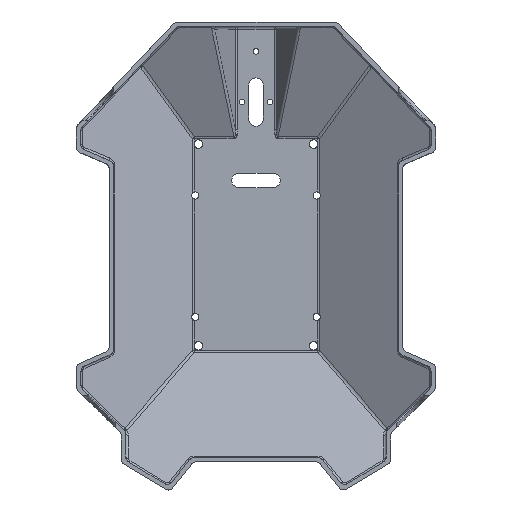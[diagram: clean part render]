
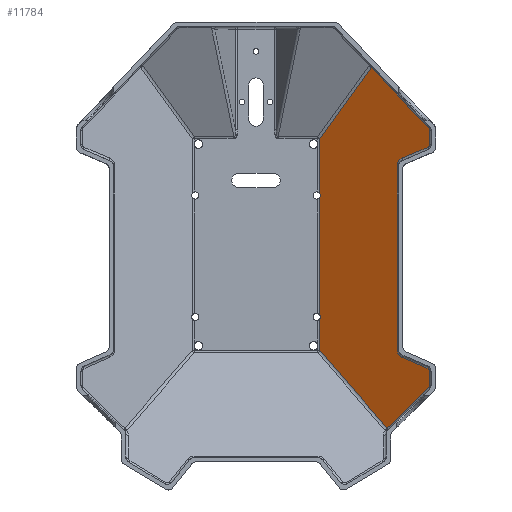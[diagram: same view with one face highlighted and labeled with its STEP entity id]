
A CAD part, front view. The second image highlights one B-rep face of the part: STEP entity #11784.
In plain terms, the highlighted planar face has unit normal (-0.537, -0.844, 0).
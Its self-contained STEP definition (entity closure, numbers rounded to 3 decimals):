
#161=ELLIPSE('',#12493,1.482,1.25);
#164=ELLIPSE('',#12504,1.482,1.25);
#167=ELLIPSE('',#12512,3.556,3.);
#168=ELLIPSE('',#12513,1.185,1.);
#169=ELLIPSE('',#12514,1.185,1.);
#170=ELLIPSE('',#12515,3.556,3.);
#171=ELLIPSE('',#12516,3.556,3.);
#172=ELLIPSE('',#12517,1.185,1.);
#173=ELLIPSE('',#12518,1.185,1.);
#1047=FACE_OUTER_BOUND('',#1728,.T.);
#1728=EDGE_LOOP('',(#7912,#7913,#7914,#7915,#7916,#7917,#7918,#7919,#7920,
#7921,#7922,#7923,#7924,#7925,#7926,#7927,#7928,#7929,#7930,#7931,#7932));
#2497=LINE('',#17317,#3693);
#2498=LINE('',#17319,#3694);
#2499=LINE('',#17321,#3695);
#2500=LINE('',#17325,#3696);
#2501=LINE('',#17329,#3697);
#2502=LINE('',#17333,#3698);
#2503=LINE('',#17337,#3699);
#2504=LINE('',#17341,#3700);
#2505=LINE('',#17345,#3701);
#2506=LINE('',#17349,#3702);
#2507=LINE('',#17351,#3703);
#2508=LINE('',#17352,#3704);
#3693=VECTOR('',#13739,10.);
#3694=VECTOR('',#13740,10.);
#3695=VECTOR('',#13741,10.);
#3696=VECTOR('',#13744,10.);
#3697=VECTOR('',#13747,10.);
#3698=VECTOR('',#13750,10.);
#3699=VECTOR('',#13753,10.);
#3700=VECTOR('',#13756,10.);
#3701=VECTOR('',#13759,10.);
#3702=VECTOR('',#13762,10.);
#3703=VECTOR('',#13763,10.);
#3704=VECTOR('',#13764,10.);
#4890=VERTEX_POINT('',#17170);
#4891=VERTEX_POINT('',#17179);
#4906=VERTEX_POINT('',#17253);
#4907=VERTEX_POINT('',#17262);
#4917=VERTEX_POINT('',#17318);
#4918=VERTEX_POINT('',#17320);
#4919=VERTEX_POINT('',#17322);
#4920=VERTEX_POINT('',#17324);
#4921=VERTEX_POINT('',#17326);
#4922=VERTEX_POINT('',#17328);
#4923=VERTEX_POINT('',#17330);
#4924=VERTEX_POINT('',#17332);
#4925=VERTEX_POINT('',#17334);
#4926=VERTEX_POINT('',#17336);
#4927=VERTEX_POINT('',#17338);
#4928=VERTEX_POINT('',#17340);
#4929=VERTEX_POINT('',#17342);
#4930=VERTEX_POINT('',#17344);
#4931=VERTEX_POINT('',#17346);
#4932=VERTEX_POINT('',#17348);
#4933=VERTEX_POINT('',#17350);
#6045=EDGE_CURVE('',#4891,#4890,#161,.T.);
#6063=EDGE_CURVE('',#4907,#4906,#164,.T.);
#6075=EDGE_CURVE('',#4907,#4890,#2497,.T.);
#6076=EDGE_CURVE('',#4917,#4906,#2498,.T.);
#6077=EDGE_CURVE('',#4918,#4917,#2499,.T.);
#6078=EDGE_CURVE('',#4919,#4918,#167,.T.);
#6079=EDGE_CURVE('',#4920,#4919,#2500,.T.);
#6080=EDGE_CURVE('',#4921,#4920,#168,.T.);
#6081=EDGE_CURVE('',#4922,#4921,#2501,.T.);
#6082=EDGE_CURVE('',#4923,#4922,#169,.T.);
#6083=EDGE_CURVE('',#4924,#4923,#2502,.T.);
#6084=EDGE_CURVE('',#4925,#4924,#170,.T.);
#6085=EDGE_CURVE('',#4926,#4925,#2503,.T.);
#6086=EDGE_CURVE('',#4927,#4926,#171,.T.);
#6087=EDGE_CURVE('',#4928,#4927,#2504,.T.);
#6088=EDGE_CURVE('',#4929,#4928,#172,.T.);
#6089=EDGE_CURVE('',#4930,#4929,#2505,.T.);
#6090=EDGE_CURVE('',#4931,#4930,#173,.T.);
#6091=EDGE_CURVE('',#4932,#4931,#2506,.T.);
#6092=EDGE_CURVE('',#4933,#4932,#2507,.T.);
#6093=EDGE_CURVE('',#4891,#4933,#2508,.T.);
#7912=ORIENTED_EDGE('',*,*,#6045,.T.);
#7913=ORIENTED_EDGE('',*,*,#6075,.F.);
#7914=ORIENTED_EDGE('',*,*,#6063,.T.);
#7915=ORIENTED_EDGE('',*,*,#6076,.F.);
#7916=ORIENTED_EDGE('',*,*,#6077,.F.);
#7917=ORIENTED_EDGE('',*,*,#6078,.F.);
#7918=ORIENTED_EDGE('',*,*,#6079,.F.);
#7919=ORIENTED_EDGE('',*,*,#6080,.F.);
#7920=ORIENTED_EDGE('',*,*,#6081,.F.);
#7921=ORIENTED_EDGE('',*,*,#6082,.F.);
#7922=ORIENTED_EDGE('',*,*,#6083,.F.);
#7923=ORIENTED_EDGE('',*,*,#6084,.F.);
#7924=ORIENTED_EDGE('',*,*,#6085,.F.);
#7925=ORIENTED_EDGE('',*,*,#6086,.F.);
#7926=ORIENTED_EDGE('',*,*,#6087,.F.);
#7927=ORIENTED_EDGE('',*,*,#6088,.F.);
#7928=ORIENTED_EDGE('',*,*,#6089,.F.);
#7929=ORIENTED_EDGE('',*,*,#6090,.F.);
#7930=ORIENTED_EDGE('',*,*,#6091,.F.);
#7931=ORIENTED_EDGE('',*,*,#6092,.F.);
#7932=ORIENTED_EDGE('',*,*,#6093,.F.);
#11430=PLANE('',#12511);
#11784=ADVANCED_FACE('',(#1047),#11430,.T.);
#12493=AXIS2_PLACEMENT_3D('',#17180,#13698,#13699);
#12504=AXIS2_PLACEMENT_3D('',#17263,#13722,#13723);
#12511=AXIS2_PLACEMENT_3D('',#17316,#13737,#13738);
#12512=AXIS2_PLACEMENT_3D('',#17323,#13742,#13743);
#12513=AXIS2_PLACEMENT_3D('',#17327,#13745,#13746);
#12514=AXIS2_PLACEMENT_3D('',#17331,#13748,#13749);
#12515=AXIS2_PLACEMENT_3D('',#17335,#13751,#13752);
#12516=AXIS2_PLACEMENT_3D('',#17339,#13754,#13755);
#12517=AXIS2_PLACEMENT_3D('',#17343,#13757,#13758);
#12518=AXIS2_PLACEMENT_3D('',#17347,#13760,#13761);
#13698=DIRECTION('center_axis',(0.537,0.844,0.));
#13699=DIRECTION('ref_axis',(0.844,-0.537,0.));
#13722=DIRECTION('center_axis',(0.537,0.844,0.));
#13723=DIRECTION('ref_axis',(0.844,-0.537,0.));
#13737=DIRECTION('center_axis',(-0.537,-0.844,0.));
#13738=DIRECTION('ref_axis',(0.844,-0.537,0.));
#13739=DIRECTION('',(0.,0.,1.));
#13740=DIRECTION('',(0.,0.,1.));
#13741=DIRECTION('',(-0.605,0.385,0.696));
#13742=DIRECTION('center_axis',(-0.537,-0.844,0.));
#13743=DIRECTION('ref_axis',(-0.844,0.537,0.));
#13744=DIRECTION('',(-0.649,0.413,-0.639));
#13745=DIRECTION('center_axis',(0.537,0.844,0.));
#13746=DIRECTION('ref_axis',(0.844,-0.537,0.));
#13747=DIRECTION('',(0.,0.,-1.));
#13748=DIRECTION('center_axis',(0.537,0.844,0.));
#13749=DIRECTION('ref_axis',(0.844,-0.537,0.));
#13750=DIRECTION('',(0.793,-0.505,-0.342));
#13751=DIRECTION('center_axis',(-0.537,-0.844,0.));
#13752=DIRECTION('ref_axis',(-0.844,0.537,0.));
#13753=DIRECTION('',(0.,0.,-1.));
#13754=DIRECTION('center_axis',(-0.537,-0.844,0.));
#13755=DIRECTION('ref_axis',(-0.844,0.537,0.));
#13756=DIRECTION('',(-0.795,0.506,-0.335));
#13757=DIRECTION('center_axis',(0.537,0.844,0.));
#13758=DIRECTION('ref_axis',(0.844,-0.537,0.));
#13759=DIRECTION('',(0.,0.,-1.));
#13760=DIRECTION('center_axis',(0.537,0.844,0.));
#13761=DIRECTION('ref_axis',(0.844,-0.537,0.));
#13762=DIRECTION('',(0.63,-0.401,-0.665));
#13763=DIRECTION('',(0.55,-0.35,0.758));
#13764=DIRECTION('',(0.,0.,1.));
#17170=CARTESIAN_POINT('',(22.368,35.766,18.192));
#17179=CARTESIAN_POINT('',(22.368,35.766,19.308));
#17180=CARTESIAN_POINT('Origin',(21.25,36.477,18.75));
#17253=CARTESIAN_POINT('',(22.368,35.766,-24.308));
#17262=CARTESIAN_POINT('',(22.368,35.766,-23.192));
#17263=CARTESIAN_POINT('Origin',(21.25,36.477,-23.75));
#17316=CARTESIAN_POINT('Origin',(22.,36.,-89.));
#17317=CARTESIAN_POINT('',(22.368,35.766,-45.75));
#17318=CARTESIAN_POINT('',(22.368,35.766,-35.539));
#17319=CARTESIAN_POINT('',(22.368,35.766,-45.75));
#17320=CARTESIAN_POINT('',(45.932,20.772,-62.643));
#17321=CARTESIAN_POINT('',(18.275,38.37,-30.831));
#17322=CARTESIAN_POINT('',(45.991,20.734,-62.582));
#17323=CARTESIAN_POINT('Origin',(48.096,19.395,-64.721));
#17324=CARTESIAN_POINT('',(60.475,11.519,-48.327));
#17325=CARTESIAN_POINT('',(42.334,23.061,-66.182));
#17326=CARTESIAN_POINT('',(60.773,11.329,-47.614));
#17327=CARTESIAN_POINT('Origin',(59.773,11.965,-47.614));
#17328=CARTESIAN_POINT('',(60.773,11.329,-42.697));
#17329=CARTESIAN_POINT('',(60.773,11.329,-65.19));
#17330=CARTESIAN_POINT('',(60.169,11.713,-41.779));
#17331=CARTESIAN_POINT('Origin',(59.773,11.965,-42.697));
#17332=CARTESIAN_POINT('',(51.198,17.422,-37.912));
#17333=CARTESIAN_POINT('',(48.09,19.399,-36.573));
#17334=CARTESIAN_POINT('',(49.385,18.575,-35.157));
#17335=CARTESIAN_POINT('Origin',(52.385,16.666,-35.157));
#17336=CARTESIAN_POINT('',(49.385,18.575,29.094));
#17337=CARTESIAN_POINT('',(49.385,18.575,-29.289));
#17338=CARTESIAN_POINT('',(51.22,17.407,31.859));
#17339=CARTESIAN_POINT('Origin',(52.385,16.666,29.094));
#17340=CARTESIAN_POINT('',(60.215,11.684,35.648));
#17341=CARTESIAN_POINT('',(29.294,31.359,22.623));
#17342=CARTESIAN_POINT('',(60.827,11.295,36.569));
#17343=CARTESIAN_POINT('Origin',(59.827,11.931,36.569));
#17344=CARTESIAN_POINT('',(60.827,11.295,41.515));
#17345=CARTESIAN_POINT('',(60.827,11.295,-23.344));
#17346=CARTESIAN_POINT('',(60.552,11.469,42.203));
#17347=CARTESIAN_POINT('Origin',(59.827,11.931,41.515));
#17348=CARTESIAN_POINT('',(40.395,24.296,63.449));
#17349=CARTESIAN_POINT('',(64.67,8.849,37.863));
#17350=CARTESIAN_POINT('',(22.368,35.766,38.597));
#17351=CARTESIAN_POINT('',(-7.053,54.486,-1.965));
#17352=CARTESIAN_POINT('',(22.368,35.766,-45.75));
